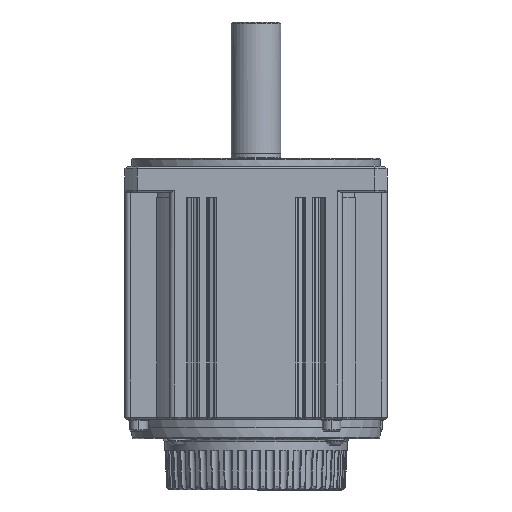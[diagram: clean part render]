
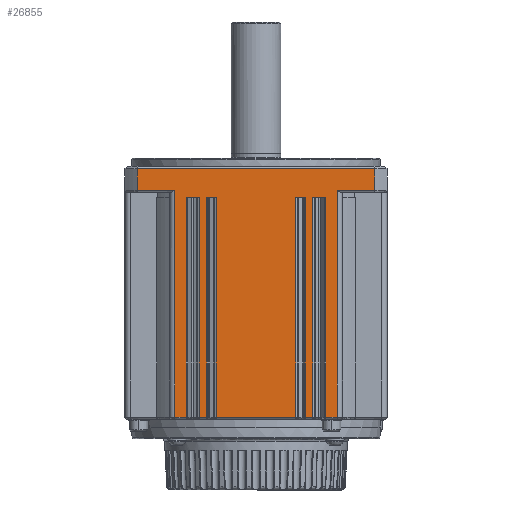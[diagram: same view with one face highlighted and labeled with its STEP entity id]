
A CAD part, left-side view. The second image highlights one B-rep face of the part: STEP entity #26855.
In plain terms, the highlighted planar face has unit normal (-1, 0, 0).
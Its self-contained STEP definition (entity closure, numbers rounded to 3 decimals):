
#12895=CARTESIAN_POINT('',(-50.,-155.346,-9.2));
#12896=VERTEX_POINT('',#12895);
#12996=CARTESIAN_POINT('',(-50.,-141.,-95.7));
#12997=VERTEX_POINT('',#12996);
#13100=CARTESIAN_POINT('',(-50.,-136.525,-95.7));
#13101=VERTEX_POINT('',#13100);
#13324=CARTESIAN_POINT('',(-50.,-131.671,-95.7));
#13325=VERTEX_POINT('',#13324);
#13395=CARTESIAN_POINT('',(-50.,-128.864,-95.7));
#13396=VERTEX_POINT('',#13395);
#17137=CARTESIAN_POINT('',(-50.,-125.185,-95.7));
#17138=VERTEX_POINT('',#17137);
#19139=CARTESIAN_POINT('',(-50.,-155.346,-1.));
#19140=VERTEX_POINT('',#19139);
#19148=CARTESIAN_POINT('',(-50.,-155.346,-9.2));
#19149=DIRECTION('',(0.,0.,1.));
#19150=VECTOR('',#19149,8.2);
#19151=LINE('',#19148,#19150);
#19152=EDGE_CURVE('',#12896,#19140,#19151,.T.);
#19164=CARTESIAN_POINT('',(-50.,-141.,-9.2));
#19165=VERTEX_POINT('',#19164);
#19166=CARTESIAN_POINT('',(-50.,-155.346,-9.2));
#19167=DIRECTION('',(0.,1.,0.));
#19168=VECTOR('',#19167,14.346);
#19169=LINE('',#19166,#19168);
#19170=EDGE_CURVE('',#12896,#19165,#19169,.T.);
#19189=CARTESIAN_POINT('',(-50.,-141.,-9.2));
#19190=DIRECTION('',(0.,0.,-1.));
#19191=VECTOR('',#19190,86.5);
#19192=LINE('',#19189,#19191);
#19193=EDGE_CURVE('',#19165,#12997,#19192,.T.);
#19210=CARTESIAN_POINT('',(-50.,-141.,-95.7));
#19211=DIRECTION('',(0.,1.,0.));
#19212=VECTOR('',#19211,4.475);
#19213=LINE('',#19210,#19212);
#19214=EDGE_CURVE('',#12997,#13101,#19213,.T.);
#19226=CARTESIAN_POINT('',(-50.,-136.525,-12.));
#19227=VERTEX_POINT('',#19226);
#19228=CARTESIAN_POINT('',(-50.,-136.525,-12.));
#19229=DIRECTION('',(0.,0.,-1.));
#19230=VECTOR('',#19229,83.7);
#19231=LINE('',#19228,#19230);
#19232=EDGE_CURVE('',#19227,#13101,#19231,.T.);
#19249=CARTESIAN_POINT('',(-50.,-131.671,-12.));
#19250=VERTEX_POINT('',#19249);
#19264=CARTESIAN_POINT('',(-50.,-136.525,-12.));
#19265=DIRECTION('',(0.,1.,0.));
#19266=VECTOR('',#19265,4.854);
#19267=LINE('',#19264,#19266);
#19268=EDGE_CURVE('',#19227,#19250,#19267,.T.);
#19278=CARTESIAN_POINT('',(-50.,-131.671,-12.));
#19279=DIRECTION('',(0.,0.,-1.));
#19280=VECTOR('',#19279,83.7);
#19281=LINE('',#19278,#19280);
#19282=EDGE_CURVE('',#19250,#13325,#19281,.T.);
#19303=CARTESIAN_POINT('',(-50.,-131.671,-95.7));
#19304=DIRECTION('',(0.,1.,0.));
#19305=VECTOR('',#19304,2.808);
#19306=LINE('',#19303,#19305);
#19307=EDGE_CURVE('',#13325,#13396,#19306,.T.);
#19319=CARTESIAN_POINT('',(-50.,-128.864,-12.));
#19320=VERTEX_POINT('',#19319);
#19321=CARTESIAN_POINT('',(-50.,-128.864,-95.7));
#19322=DIRECTION('',(0.,0.,1.));
#19323=VECTOR('',#19322,83.7);
#19324=LINE('',#19321,#19323);
#19325=EDGE_CURVE('',#13396,#19320,#19324,.T.);
#19342=CARTESIAN_POINT('',(-50.,-125.185,-12.));
#19343=VERTEX_POINT('',#19342);
#19357=CARTESIAN_POINT('',(-50.,-128.864,-12.));
#19358=DIRECTION('',(0.,1.,0.));
#19359=VECTOR('',#19358,3.678);
#19360=LINE('',#19357,#19359);
#19361=EDGE_CURVE('',#19320,#19343,#19360,.T.);
#19371=CARTESIAN_POINT('',(-50.,-125.185,-12.));
#19372=DIRECTION('',(0.,0.,-1.));
#19373=VECTOR('',#19372,83.7);
#19374=LINE('',#19371,#19373);
#19375=EDGE_CURVE('',#19343,#17138,#19374,.T.);
#26716=CARTESIAN_POINT('',(-50.,-64.654,-1.));
#26717=VERTEX_POINT('',#26716);
#26718=CARTESIAN_POINT('',(-50.,-64.654,-1.));
#26719=DIRECTION('',(0.,-1.,0.));
#26720=VECTOR('',#26719,90.692);
#26721=LINE('',#26718,#26720);
#26722=EDGE_CURVE('',#26717,#19140,#26721,.T.);
#26742=CARTESIAN_POINT('',(-50.,-110.,-48.35));
#26743=DIRECTION('',(0.,-1.,0.));
#26744=DIRECTION('',(-1.,0.,0.));
#26745=AXIS2_PLACEMENT_3D('',#26742,#26744,#26743);
#26746=PLANE('',#26745);
#26747=ORIENTED_EDGE('',*,*,#26722,.F.);
#26748=CARTESIAN_POINT('',(-50.,-64.654,-9.2));
#26749=VERTEX_POINT('',#26748);
#26750=CARTESIAN_POINT('',(-50.,-64.654,-1.));
#26751=DIRECTION('',(0.,0.,-1.));
#26752=VECTOR('',#26751,8.2);
#26753=LINE('',#26750,#26752);
#26754=EDGE_CURVE('',#26717,#26749,#26753,.T.);
#26755=ORIENTED_EDGE('',*,*,#26754,.T.);
#26756=CARTESIAN_POINT('',(-50.,-79.,-9.2));
#26757=VERTEX_POINT('',#26756);
#26758=CARTESIAN_POINT('',(-50.,-79.,-9.2));
#26759=DIRECTION('',(0.,1.,0.));
#26760=VECTOR('',#26759,14.346);
#26761=LINE('',#26758,#26760);
#26762=EDGE_CURVE('',#26757,#26749,#26761,.T.);
#26763=ORIENTED_EDGE('',*,*,#26762,.F.);
#26764=CARTESIAN_POINT('',(-50.,-79.,-95.7));
#26765=VERTEX_POINT('',#26764);
#26766=CARTESIAN_POINT('',(-50.,-79.,-95.7));
#26767=DIRECTION('',(0.,0.,1.));
#26768=VECTOR('',#26767,86.5);
#26769=LINE('',#26766,#26768);
#26770=EDGE_CURVE('',#26765,#26757,#26769,.T.);
#26771=ORIENTED_EDGE('',*,*,#26770,.F.);
#26772=CARTESIAN_POINT('',(-50.,-83.475,-95.7));
#26773=VERTEX_POINT('',#26772);
#26774=CARTESIAN_POINT('',(-50.,-83.475,-95.7));
#26775=DIRECTION('',(0.,1.,0.));
#26776=VECTOR('',#26775,4.475);
#26777=LINE('',#26774,#26776);
#26778=EDGE_CURVE('',#26773,#26765,#26777,.T.);
#26779=ORIENTED_EDGE('',*,*,#26778,.F.);
#26780=CARTESIAN_POINT('',(-50.,-83.475,-12.));
#26781=VERTEX_POINT('',#26780);
#26782=CARTESIAN_POINT('',(-50.,-83.475,-12.));
#26783=DIRECTION('',(0.,0.,-1.));
#26784=VECTOR('',#26783,83.7);
#26785=LINE('',#26782,#26784);
#26786=EDGE_CURVE('',#26781,#26773,#26785,.T.);
#26787=ORIENTED_EDGE('',*,*,#26786,.F.);
#26788=CARTESIAN_POINT('',(-50.,-88.329,-12.));
#26789=VERTEX_POINT('',#26788);
#26790=CARTESIAN_POINT('',(-50.,-88.329,-12.));
#26791=DIRECTION('',(0.,1.,0.));
#26792=VECTOR('',#26791,4.854);
#26793=LINE('',#26790,#26792);
#26794=EDGE_CURVE('',#26789,#26781,#26793,.T.);
#26795=ORIENTED_EDGE('',*,*,#26794,.F.);
#26796=CARTESIAN_POINT('',(-50.,-88.329,-95.7));
#26797=VERTEX_POINT('',#26796);
#26798=CARTESIAN_POINT('',(-50.,-88.329,-95.7));
#26799=DIRECTION('',(0.,0.,1.));
#26800=VECTOR('',#26799,83.7);
#26801=LINE('',#26798,#26800);
#26802=EDGE_CURVE('',#26797,#26789,#26801,.T.);
#26803=ORIENTED_EDGE('',*,*,#26802,.F.);
#26804=CARTESIAN_POINT('',(-50.,-91.136,-95.7));
#26805=VERTEX_POINT('',#26804);
#26806=CARTESIAN_POINT('',(-50.,-91.136,-95.7));
#26807=DIRECTION('',(0.,1.,0.));
#26808=VECTOR('',#26807,2.808);
#26809=LINE('',#26806,#26808);
#26810=EDGE_CURVE('',#26805,#26797,#26809,.T.);
#26811=ORIENTED_EDGE('',*,*,#26810,.F.);
#26812=CARTESIAN_POINT('',(-50.,-91.136,-12.));
#26813=VERTEX_POINT('',#26812);
#26814=CARTESIAN_POINT('',(-50.,-91.136,-12.));
#26815=DIRECTION('',(0.,0.,-1.));
#26816=VECTOR('',#26815,83.7);
#26817=LINE('',#26814,#26816);
#26818=EDGE_CURVE('',#26813,#26805,#26817,.T.);
#26819=ORIENTED_EDGE('',*,*,#26818,.F.);
#26820=CARTESIAN_POINT('',(-50.,-94.815,-12.));
#26821=VERTEX_POINT('',#26820);
#26822=CARTESIAN_POINT('',(-50.,-94.815,-12.));
#26823=DIRECTION('',(0.,1.,0.));
#26824=VECTOR('',#26823,3.678);
#26825=LINE('',#26822,#26824);
#26826=EDGE_CURVE('',#26821,#26813,#26825,.T.);
#26827=ORIENTED_EDGE('',*,*,#26826,.F.);
#26828=CARTESIAN_POINT('',(-50.,-94.815,-95.7));
#26829=VERTEX_POINT('',#26828);
#26830=CARTESIAN_POINT('',(-50.,-94.815,-95.7));
#26831=DIRECTION('',(0.,0.,1.));
#26832=VECTOR('',#26831,83.7);
#26833=LINE('',#26830,#26832);
#26834=EDGE_CURVE('',#26829,#26821,#26833,.T.);
#26835=ORIENTED_EDGE('',*,*,#26834,.F.);
#26836=CARTESIAN_POINT('',(-50.,-125.185,-95.7));
#26837=DIRECTION('',(0.,1.,0.));
#26838=VECTOR('',#26837,30.371);
#26839=LINE('',#26836,#26838);
#26840=EDGE_CURVE('',#17138,#26829,#26839,.T.);
#26841=ORIENTED_EDGE('',*,*,#26840,.F.);
#26842=ORIENTED_EDGE('',*,*,#19375,.F.);
#26843=ORIENTED_EDGE('',*,*,#19361,.F.);
#26844=ORIENTED_EDGE('',*,*,#19325,.F.);
#26845=ORIENTED_EDGE('',*,*,#19307,.F.);
#26846=ORIENTED_EDGE('',*,*,#19282,.F.);
#26847=ORIENTED_EDGE('',*,*,#19268,.F.);
#26848=ORIENTED_EDGE('',*,*,#19232,.T.);
#26849=ORIENTED_EDGE('',*,*,#19214,.F.);
#26850=ORIENTED_EDGE('',*,*,#19193,.F.);
#26851=ORIENTED_EDGE('',*,*,#19170,.F.);
#26852=ORIENTED_EDGE('',*,*,#19152,.T.);
#26853=EDGE_LOOP('',(#26747,#26755,#26763,#26771,#26779,#26787,#26795,#26803,#26811,#26819,#26827,#26835,#26841,#26842,#26843,#26844,#26845,#26846,#26847,#26848,#26849,#26850,#26851,#26852));
#26854=FACE_OUTER_BOUND('',#26853,.T.);
#26855=ADVANCED_FACE('',(#26854),#26746,.T.);
